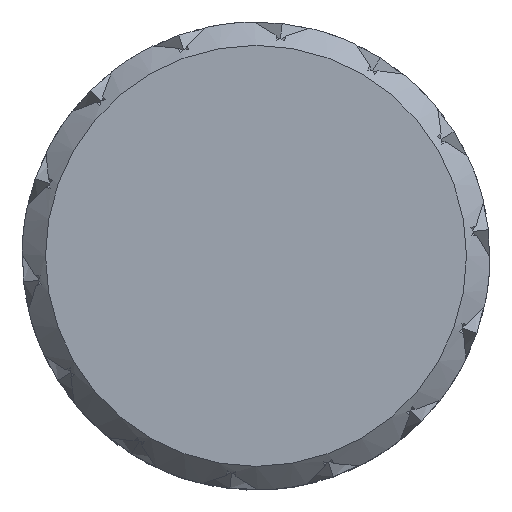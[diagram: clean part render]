
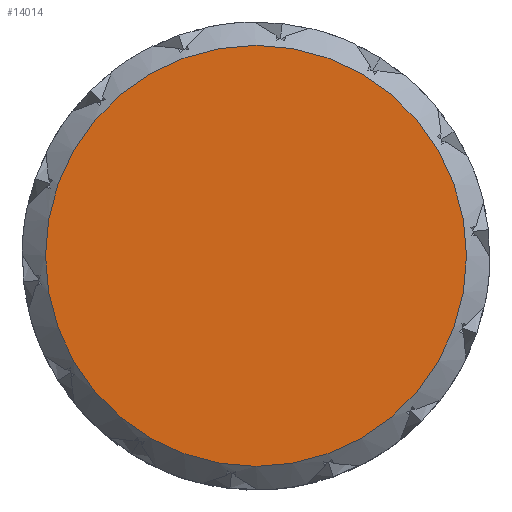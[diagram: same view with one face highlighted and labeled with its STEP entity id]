
A CAD part, top view. The second image highlights one B-rep face of the part: STEP entity #14014.
In plain terms, the highlighted planar face has unit normal (0, 0, 1).
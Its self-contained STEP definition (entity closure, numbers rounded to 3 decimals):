
#12011 = VERTEX_POINT('',#12012);
#12012 = CARTESIAN_POINT('',(9.,0.,10.));
#12018 = EDGE_CURVE('',#12011,#12011,#12019,.T.);
#12019 = CIRCLE('',#12020,9.);
#12020 = AXIS2_PLACEMENT_3D('',#12021,#12022,#12023);
#12021 = CARTESIAN_POINT('',(0.,0.,10.));
#12022 = DIRECTION('',(0.,0.,1.));
#12023 = DIRECTION('',(1.,0.,0.));
#14014 = ADVANCED_FACE('',(#14015),#14018,.T.);
#14015 = FACE_BOUND('',#14016,.T.);
#14016 = EDGE_LOOP('',(#14017));
#14017 = ORIENTED_EDGE('',*,*,#12018,.T.);
#14018 = PLANE('',#14019);
#14019 = AXIS2_PLACEMENT_3D('',#14020,#14021,#14022);
#14020 = CARTESIAN_POINT('',(0.,0.,10.));
#14021 = DIRECTION('',(0.,0.,1.));
#14022 = DIRECTION('',(1.,0.,0.));
